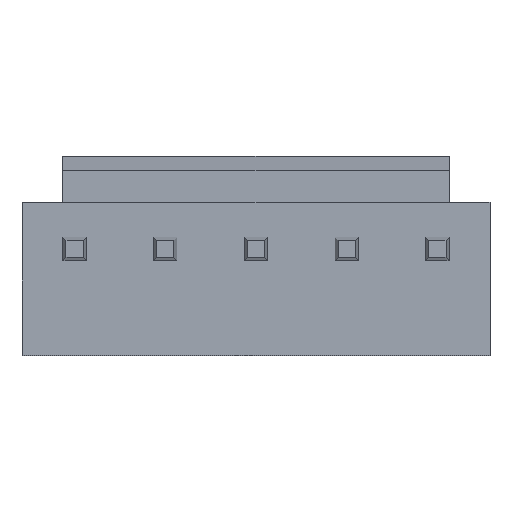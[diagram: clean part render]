
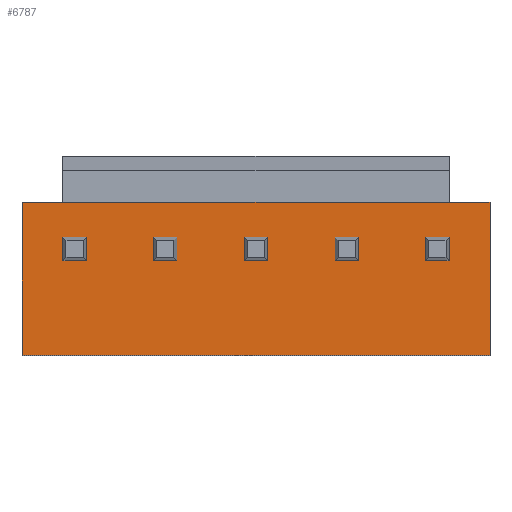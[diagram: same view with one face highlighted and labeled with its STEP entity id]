
A CAD part, top view. The second image highlights one B-rep face of the part: STEP entity #6787.
In plain terms, the highlighted planar face has unit normal (0, 0, 1).
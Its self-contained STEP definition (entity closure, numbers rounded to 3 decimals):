
#532=ORIENTED_EDGE('',*,*,#1837,.F.);
#533=ORIENTED_EDGE('',*,*,#1838,.F.);
#534=ORIENTED_EDGE('',*,*,#1839,.F.);
#535=ORIENTED_EDGE('',*,*,#1840,.F.);
#536=ORIENTED_EDGE('',*,*,#1841,.F.);
#537=ORIENTED_EDGE('',*,*,#1842,.F.);
#538=ORIENTED_EDGE('',*,*,#1843,.F.);
#539=ORIENTED_EDGE('',*,*,#1844,.F.);
#540=ORIENTED_EDGE('',*,*,#1845,.F.);
#541=ORIENTED_EDGE('',*,*,#1846,.F.);
#542=ORIENTED_EDGE('',*,*,#1847,.F.);
#543=ORIENTED_EDGE('',*,*,#1848,.F.);
#544=ORIENTED_EDGE('',*,*,#1849,.F.);
#545=ORIENTED_EDGE('',*,*,#1850,.F.);
#546=ORIENTED_EDGE('',*,*,#1851,.F.);
#547=ORIENTED_EDGE('',*,*,#1852,.F.);
#548=ORIENTED_EDGE('',*,*,#1813,.F.);
#549=ORIENTED_EDGE('',*,*,#1817,.F.);
#550=ORIENTED_EDGE('',*,*,#1820,.F.);
#551=ORIENTED_EDGE('',*,*,#1822,.F.);
#552=ORIENTED_EDGE('',*,*,#1833,.F.);
#553=ORIENTED_EDGE('',*,*,#1728,.F.);
#554=ORIENTED_EDGE('',*,*,#1853,.F.);
#555=ORIENTED_EDGE('',*,*,#1730,.F.);
#556=ORIENTED_EDGE('',*,*,#1836,.F.);
#557=ORIENTED_EDGE('',*,*,#1835,.F.);
#1728=EDGE_CURVE('',#2417,#2418,#2865,.T.);
#1730=EDGE_CURVE('',#2419,#2420,#2867,.T.);
#1813=EDGE_CURVE('',#2484,#2485,#2950,.T.);
#1817=EDGE_CURVE('',#2488,#2484,#2954,.T.);
#1820=EDGE_CURVE('',#2490,#2488,#2957,.T.);
#1822=EDGE_CURVE('',#2485,#2490,#2959,.T.);
#1833=EDGE_CURVE('',#2418,#2495,#2970,.T.);
#1835=EDGE_CURVE('',#2495,#2496,#2972,.T.);
#1836=EDGE_CURVE('',#2496,#2419,#2973,.T.);
#1837=EDGE_CURVE('',#2497,#2498,#2974,.T.);
#1838=EDGE_CURVE('',#2499,#2497,#2975,.T.);
#1839=EDGE_CURVE('',#2500,#2499,#2976,.T.);
#1840=EDGE_CURVE('',#2498,#2500,#2977,.T.);
#1841=EDGE_CURVE('',#2501,#2502,#2978,.T.);
#1842=EDGE_CURVE('',#2503,#2501,#2979,.T.);
#1843=EDGE_CURVE('',#2504,#2503,#2980,.T.);
#1844=EDGE_CURVE('',#2502,#2504,#2981,.T.);
#1845=EDGE_CURVE('',#2505,#2506,#2982,.T.);
#1846=EDGE_CURVE('',#2507,#2505,#2983,.T.);
#1847=EDGE_CURVE('',#2508,#2507,#2984,.T.);
#1848=EDGE_CURVE('',#2506,#2508,#2985,.T.);
#1849=EDGE_CURVE('',#2509,#2510,#2986,.T.);
#1850=EDGE_CURVE('',#2511,#2509,#2987,.T.);
#1851=EDGE_CURVE('',#2512,#2511,#2988,.T.);
#1852=EDGE_CURVE('',#2510,#2512,#2989,.T.);
#1853=EDGE_CURVE('',#2420,#2417,#2990,.T.);
#2417=VERTEX_POINT('',#8296);
#2418=VERTEX_POINT('',#8298);
#2419=VERTEX_POINT('',#8302);
#2420=VERTEX_POINT('',#8303);
#2484=VERTEX_POINT('',#8471);
#2485=VERTEX_POINT('',#8473);
#2488=VERTEX_POINT('',#8480);
#2490=VERTEX_POINT('',#8486);
#2495=VERTEX_POINT('',#8511);
#2496=VERTEX_POINT('',#8515);
#2497=VERTEX_POINT('',#8521);
#2498=VERTEX_POINT('',#8522);
#2499=VERTEX_POINT('',#8524);
#2500=VERTEX_POINT('',#8526);
#2501=VERTEX_POINT('',#8529);
#2502=VERTEX_POINT('',#8530);
#2503=VERTEX_POINT('',#8532);
#2504=VERTEX_POINT('',#8534);
#2505=VERTEX_POINT('',#8537);
#2506=VERTEX_POINT('',#8538);
#2507=VERTEX_POINT('',#8540);
#2508=VERTEX_POINT('',#8542);
#2509=VERTEX_POINT('',#8545);
#2510=VERTEX_POINT('',#8546);
#2511=VERTEX_POINT('',#8548);
#2512=VERTEX_POINT('',#8550);
#2865=LINE('',#8297,#3288);
#2867=LINE('',#8301,#3290);
#2950=LINE('',#8472,#3373);
#2954=LINE('',#8481,#3377);
#2957=LINE('',#8487,#3380);
#2959=LINE('',#8490,#3382);
#2970=LINE('',#8512,#3393);
#2972=LINE('',#8516,#3395);
#2973=LINE('',#8518,#3396);
#2974=LINE('',#8520,#3397);
#2975=LINE('',#8523,#3398);
#2976=LINE('',#8525,#3399);
#2977=LINE('',#8527,#3400);
#2978=LINE('',#8528,#3401);
#2979=LINE('',#8531,#3402);
#2980=LINE('',#8533,#3403);
#2981=LINE('',#8535,#3404);
#2982=LINE('',#8536,#3405);
#2983=LINE('',#8539,#3406);
#2984=LINE('',#8541,#3407);
#2985=LINE('',#8543,#3408);
#2986=LINE('',#8544,#3409);
#2987=LINE('',#8547,#3410);
#2988=LINE('',#8549,#3411);
#2989=LINE('',#8551,#3412);
#2990=LINE('',#8552,#3413);
#3288=VECTOR('',#7347,1000.);
#3290=VECTOR('',#7351,1000.);
#3373=VECTOR('',#7478,1000.);
#3377=VECTOR('',#7484,1000.);
#3380=VECTOR('',#7489,1000.);
#3382=VECTOR('',#7493,1000.);
#3393=VECTOR('',#7516,1000.);
#3395=VECTOR('',#7520,1000.);
#3396=VECTOR('',#7523,1000.);
#3397=VECTOR('',#7526,1000.);
#3398=VECTOR('',#7527,1000.);
#3399=VECTOR('',#7528,1000.);
#3400=VECTOR('',#7529,1000.);
#3401=VECTOR('',#7530,1000.);
#3402=VECTOR('',#7531,1000.);
#3403=VECTOR('',#7532,1000.);
#3404=VECTOR('',#7533,1000.);
#3405=VECTOR('',#7534,1000.);
#3406=VECTOR('',#7535,1000.);
#3407=VECTOR('',#7536,1000.);
#3408=VECTOR('',#7537,1000.);
#3409=VECTOR('',#7538,1000.);
#3410=VECTOR('',#7539,1000.);
#3411=VECTOR('',#7540,1000.);
#3412=VECTOR('',#7541,1000.);
#3413=VECTOR('',#7542,1000.);
#3754=EDGE_LOOP('',(#532,#533,#534,#535));
#3755=EDGE_LOOP('',(#536,#537,#538,#539));
#3756=EDGE_LOOP('',(#540,#541,#542,#543));
#3757=EDGE_LOOP('',(#544,#545,#546,#547));
#3758=EDGE_LOOP('',(#548,#549,#550,#551));
#3759=EDGE_LOOP('',(#552,#553,#554,#555,#556,#557));
#4087=FACE_BOUND('',#3754,.T.);
#4088=FACE_BOUND('',#3755,.T.);
#4089=FACE_BOUND('',#3756,.T.);
#4090=FACE_BOUND('',#3757,.T.);
#4091=FACE_BOUND('',#3758,.T.);
#4092=FACE_BOUND('',#3759,.T.);
#4410=PLANE('',#7114);
#6787=ADVANCED_FACE('',(#4087,#4088,#4089,#4090,#4091,#4092),#4410,.F.);
#7114=AXIS2_PLACEMENT_3D('',#8519,#7524,#7525);
#7347=DIRECTION('',(1.,0.,0.));
#7351=DIRECTION('',(1.,0.,0.));
#7478=DIRECTION('',(0.,-1.,0.));
#7484=DIRECTION('',(-1.,0.,0.));
#7489=DIRECTION('',(0.,1.,0.));
#7493=DIRECTION('',(1.,0.,0.));
#7516=DIRECTION('',(0.,-1.,0.));
#7520=DIRECTION('',(-1.,0.,0.));
#7523=DIRECTION('',(0.,1.,0.));
#7524=DIRECTION('',(0.,0.,-1.));
#7525=DIRECTION('',(-1.,0.,0.));
#7526=DIRECTION('',(1.,0.,0.));
#7527=DIRECTION('',(0.,-1.,0.));
#7528=DIRECTION('',(-1.,0.,0.));
#7529=DIRECTION('',(0.,1.,0.));
#7530=DIRECTION('',(1.,0.,0.));
#7531=DIRECTION('',(0.,-1.,0.));
#7532=DIRECTION('',(-1.,0.,0.));
#7533=DIRECTION('',(0.,1.,0.));
#7534=DIRECTION('',(1.,0.,0.));
#7535=DIRECTION('',(0.,-1.,0.));
#7536=DIRECTION('',(-1.,0.,0.));
#7537=DIRECTION('',(0.,1.,0.));
#7538=DIRECTION('',(1.,0.,0.));
#7539=DIRECTION('',(0.,-1.,0.));
#7540=DIRECTION('',(-1.,0.,0.));
#7541=DIRECTION('',(0.,1.,0.));
#7542=DIRECTION('',(1.,0.,0.));
#8296=CARTESIAN_POINT('',(8.428,2.032,3.2));
#8297=CARTESIAN_POINT('',(-10.218,2.032,3.2));
#8298=CARTESIAN_POINT('',(10.218,2.032,3.2));
#8301=CARTESIAN_POINT('',(-10.218,2.032,3.2));
#8302=CARTESIAN_POINT('',(-10.218,2.032,3.2));
#8303=CARTESIAN_POINT('',(-8.428,2.032,3.2));
#8471=CARTESIAN_POINT('',(-8.428,0.508,3.2));
#8472=CARTESIAN_POINT('',(-8.428,-0.508,3.2));
#8473=CARTESIAN_POINT('',(-8.428,-0.508,3.2));
#8480=CARTESIAN_POINT('',(-7.412,0.508,3.2));
#8481=CARTESIAN_POINT('',(-8.428,0.508,3.2));
#8486=CARTESIAN_POINT('',(-7.412,-0.508,3.2));
#8487=CARTESIAN_POINT('',(-7.412,0.508,3.2));
#8490=CARTESIAN_POINT('',(-7.412,-0.508,3.2));
#8511=CARTESIAN_POINT('',(10.218,-4.648,3.2));
#8512=CARTESIAN_POINT('',(10.218,2.032,3.2));
#8515=CARTESIAN_POINT('',(-10.218,-4.648,3.2));
#8516=CARTESIAN_POINT('',(10.218,-4.648,3.2));
#8518=CARTESIAN_POINT('',(-10.218,-4.648,3.2));
#8519=CARTESIAN_POINT('',(0.,0.,3.2));
#8520=CARTESIAN_POINT('',(8.428,-0.508,3.2));
#8521=CARTESIAN_POINT('',(7.412,-0.508,3.2));
#8522=CARTESIAN_POINT('',(8.428,-0.508,3.2));
#8523=CARTESIAN_POINT('',(7.412,-0.508,3.2));
#8524=CARTESIAN_POINT('',(7.412,0.508,3.2));
#8525=CARTESIAN_POINT('',(7.412,0.508,3.2));
#8526=CARTESIAN_POINT('',(8.428,0.508,3.2));
#8527=CARTESIAN_POINT('',(8.428,0.508,3.2));
#8528=CARTESIAN_POINT('',(4.468,-0.508,3.2));
#8529=CARTESIAN_POINT('',(3.452,-0.508,3.2));
#8530=CARTESIAN_POINT('',(4.468,-0.508,3.2));
#8531=CARTESIAN_POINT('',(3.452,-0.508,3.2));
#8532=CARTESIAN_POINT('',(3.452,0.508,3.2));
#8533=CARTESIAN_POINT('',(3.452,0.508,3.2));
#8534=CARTESIAN_POINT('',(4.468,0.508,3.2));
#8535=CARTESIAN_POINT('',(4.468,0.508,3.2));
#8536=CARTESIAN_POINT('',(0.508,-0.508,3.2));
#8537=CARTESIAN_POINT('',(-0.508,-0.508,3.2));
#8538=CARTESIAN_POINT('',(0.508,-0.508,3.2));
#8539=CARTESIAN_POINT('',(-0.508,-0.508,3.2));
#8540=CARTESIAN_POINT('',(-0.508,0.508,3.2));
#8541=CARTESIAN_POINT('',(-0.508,0.508,3.2));
#8542=CARTESIAN_POINT('',(0.508,0.508,3.2));
#8543=CARTESIAN_POINT('',(0.508,0.508,3.2));
#8544=CARTESIAN_POINT('',(-3.452,-0.508,3.2));
#8545=CARTESIAN_POINT('',(-4.468,-0.508,3.2));
#8546=CARTESIAN_POINT('',(-3.452,-0.508,3.2));
#8547=CARTESIAN_POINT('',(-4.468,-0.508,3.2));
#8548=CARTESIAN_POINT('',(-4.468,0.508,3.2));
#8549=CARTESIAN_POINT('',(-4.468,0.508,3.2));
#8550=CARTESIAN_POINT('',(-3.452,0.508,3.2));
#8551=CARTESIAN_POINT('',(-3.452,0.508,3.2));
#8552=CARTESIAN_POINT('',(-10.218,2.032,3.2));
